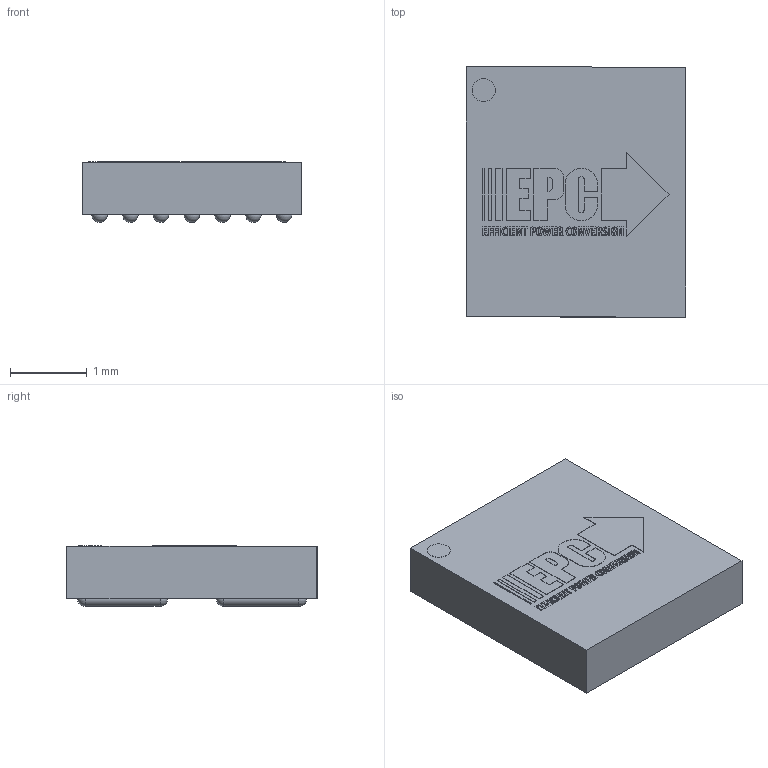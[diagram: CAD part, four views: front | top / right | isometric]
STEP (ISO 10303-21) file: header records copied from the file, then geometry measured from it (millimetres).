
FILE_DESCRIPTION(('FreeCAD Model'),'2;1');
FILE_NAME('Open CASCADE Shape Model','2023-11-27T14:04:12',(''),(''), 'Open CASCADE STEP processor 7.6','FreeCAD','Unknown');
FILE_SCHEMA(('AUTOMOTIVE_DESIGN { 1 0 10303 214 1 1 1 1 }'));
Length unit declared in the file: millimetre
Products named in the file (83): D0540; EPClogo2_5mm; Extrude024; Extrude; Extrude001; Extrude002; Extrude003; Extrude004; Extrude005; Extrude006; Extrude007; Extrude008; Extrude009; Extrude010; Extrude011; Extrude012; Extrude013; Extrude014; Extrude015; Extrude016; Extrude017; Extrude018; Extrude019; Extrude020; Extrude021; Extrude022; Extrude023; 2.5mm007; 2.5mm; 2.5mm001; 2.5mm002; 2.5mm003; 2.5mm004; 2.5mm005; 2.5mm006; 7815938272; Sphere; 7815938272001; 7815938272002; 7815938272003 ...
Assembly tree (122 placements, depth 4):
  D0540
    EPClogo2_5mm
      Extrude024
        Extrude
        Extrude001
        Extrude002
        Extrude003
        Extrude004
        Extrude005
        Extrude006
        Extrude007
        Extrude008
        Extrude009
        Extrude010
        Extrude011
        Extrude012
        Extrude013
        Extrude014
        Extrude015
        Extrude016
        Extrude017
        Extrude018
        Extrude019
        Extrude020
        Extrude021
        Extrude022
        Extrude023
      2.5mm007
        2.5mm
        2.5mm001
        2.5mm002
        2.5mm003
        2.5mm004
        2.5mm005
        2.5mm006
    7815938272
      Sphere
    7815938272001
      Sphere
    7815938272002
      Sphere
    7815938272003
      Sphere
    7815938272004
      Sphere
    7815938272005
      Sphere
    7815938272006
      Sphere
    7915022880
      Extruded
    7908297840
      Cylinder
    7815938272007
      Sphere
    7908297840001
      Cylinder
    7815938272008
      Sphere
    7908297840002
Bounding box: 2.85 x 3.25 x 0.79 mm (x, y, z)
Volume: 6.9 mm3; surface area: 42.7 mm2
Topology: 75 solids, 75 shells, 563 faces, 1407 edges, 938 vertices
Faces by surface type: plane 264, bspline 152, extrusion 104, sphere 28, cylinder 15
Full cylindrical faces by diameter (mm): 0.2 x14, 0.3 x1
Entity records: 17574 total; most frequent: CARTESIAN_POINT 4567, ORIENTED_EDGE 2568, DIRECTION 1498, EDGE_CURVE 1284, VERTEX_POINT 857, VECTOR 762, B_SPLINE_CURVE_WITH_KNOTS 726, LINE 658
